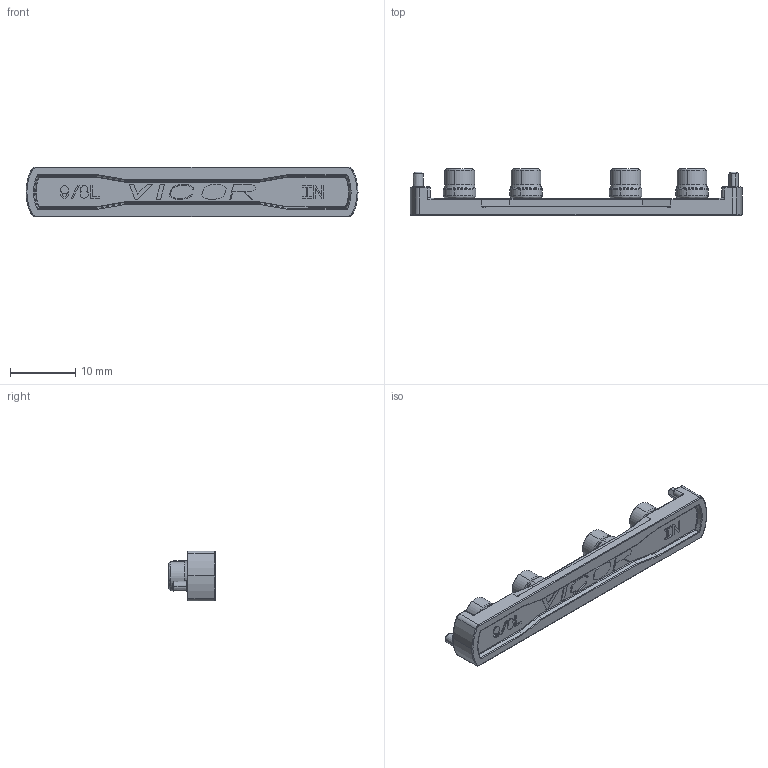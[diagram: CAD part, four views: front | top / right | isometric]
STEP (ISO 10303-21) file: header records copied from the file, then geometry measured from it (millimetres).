
FILE_DESCRIPTION (( 'STEP AP214' ), '1' );
FILE_NAME ('18378_18390_18368_20030-01-Input.STEP', '2012-08-16T14:59:27', ( 'Vicor User' ), ( 'Microsoft' ), 'SwSTEP 2.0', 'SolidWorks 2012', '' );
FILE_SCHEMA (( 'AUTOMOTIVE_DESIGN' ));
Length unit declared in the file: inch
Products named in the file (1): 18378_18390_18368_20030-01-Input
Bounding box: 50.8 x 7.11 x 7.62 mm (x, y, z)
Volume: 1153 mm3; surface area: 1483.2 mm2
Topology: 1 solids, 1 shells, 552 faces, 1416 edges, 888 vertices
Faces by surface type: plane 283, bspline 216, cylinder 34, cone 19
Entity records: 30752 total; most frequent: CARTESIAN_POINT 11483, ORIENTED_EDGE 2832, DIRECTION 1908, EDGE_CURVE 1416, VERTEX_POINT 888, VECTOR 882, LINE 882, EDGE_LOOP 574
